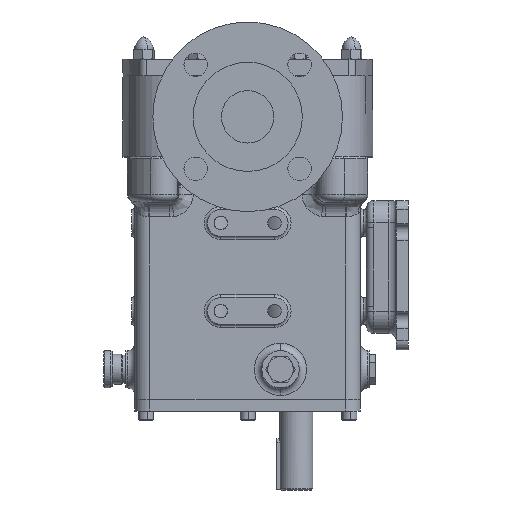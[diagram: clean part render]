
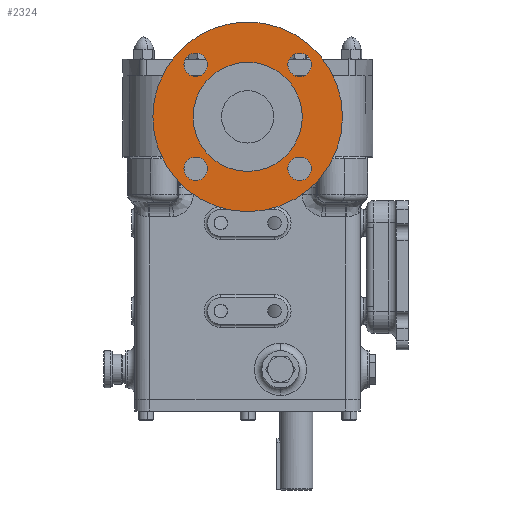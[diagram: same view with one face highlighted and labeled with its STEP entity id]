
A CAD part, left-side view. The second image highlights one B-rep face of the part: STEP entity #2324.
In plain terms, the highlighted face is planar.
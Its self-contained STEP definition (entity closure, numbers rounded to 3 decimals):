
#1 = ORIENTED_EDGE ( 'NONE', *, *, #16809, .T. ) ;
#312 = DIRECTION ( 'NONE',  ( 0., 0., -1. ) ) ;
#423 = AXIS2_PLACEMENT_3D ( 'NONE', #30537, #10837, #2336 ) ;
#514 = CARTESIAN_POINT ( 'NONE',  ( -1.5, 34.824, 34.755 ) ) ;
#722 = DIRECTION ( 'NONE',  ( 1., 0., 0. ) ) ;
#1019 = AXIS2_PLACEMENT_3D ( 'NONE', #26144, #18072, #7436 ) ;
#1331 = DIRECTION ( 'NONE',  ( 1., 0., 0. ) ) ;
#1906 = CARTESIAN_POINT ( 'NONE',  ( -1.5, 34.79, -26.89 ) ) ;
#1933 = VERTEX_POINT ( 'NONE', #16751 ) ;
#1955 = DIRECTION ( 'NONE',  ( 0., 0., -1. ) ) ;
#2059 = AXIS2_PLACEMENT_3D ( 'NONE', #36110, #30342, #7932 ) ;
#2324 = ADVANCED_FACE ( 'NONE', ( #30674, #26962, #39757, #11744, #39347, #23703 ), #24313, .T. ) ;
#2336 = DIRECTION ( 'NONE',  ( 0., 0., -1. ) ) ;
#2400 = VERTEX_POINT ( 'NONE', #21432 ) ;
#3257 = DIRECTION ( 'NONE',  ( 0., 0., -1. ) ) ;
#3378 = AXIS2_PLACEMENT_3D ( 'NONE', #24341, #27795, #37295 ) ;
#3630 = ORIENTED_EDGE ( 'NONE', *, *, #29169, .T. ) ;
#3810 = DIRECTION ( 'NONE',  ( 0., 0., -1. ) ) ;
#4531 = ORIENTED_EDGE ( 'NONE', *, *, #21854, .F. ) ;
#4692 = CARTESIAN_POINT ( 'NONE',  ( -1.5, -34.79, -26.89 ) ) ;
#5568 = CIRCLE ( 'NONE', #28532, 7.9 ) ;
#5958 = DIRECTION ( 'NONE',  ( 1., 0., 0. ) ) ;
#5963 = CIRCLE ( 'NONE', #7935, 7.9 ) ;
#6264 = CARTESIAN_POINT ( 'NONE',  ( -1.5, 0., -36.55 ) ) ;
#6497 = AXIS2_PLACEMENT_3D ( 'NONE', #12060, #25021, #9371 ) ;
#6835 = DIRECTION ( 'NONE',  ( 0., 0., -1. ) ) ;
#6975 = DIRECTION ( 'NONE',  ( 1., 0., 0. ) ) ;
#7032 = DIRECTION ( 'NONE',  ( 1., 0., 0. ) ) ;
#7083 = EDGE_CURVE ( 'NONE', #9511, #29508, #24888, .T. ) ;
#7269 = ORIENTED_EDGE ( 'NONE', *, *, #7083, .F. ) ;
#7436 = DIRECTION ( 'NONE',  ( 0., 0., -1. ) ) ;
#7932 = DIRECTION ( 'NONE',  ( 0., 0., -1. ) ) ;
#7935 = AXIS2_PLACEMENT_3D ( 'NONE', #22340, #20084, #3810 ) ;
#8058 = DIRECTION ( 'NONE',  ( 1., 0., 0. ) ) ;
#8962 = ORIENTED_EDGE ( 'NONE', *, *, #39391, .F. ) ;
#9371 = DIRECTION ( 'NONE',  ( 0., 0., -1. ) ) ;
#9511 = VERTEX_POINT ( 'NONE', #25273 ) ;
#9582 = EDGE_LOOP ( 'NONE', ( #4531, #32267 ) ) ;
#10786 = ORIENTED_EDGE ( 'NONE', *, *, #28751, .F. ) ;
#10837 = DIRECTION ( 'NONE',  ( 1., 0., 0. ) ) ;
#11147 = EDGE_CURVE ( 'NONE', #22098, #17444, #35797, .T. ) ;
#11744 = FACE_BOUND ( 'NONE', #12759, .T. ) ;
#11796 = CIRCLE ( 'NONE', #33475, 63.5 ) ;
#12060 = CARTESIAN_POINT ( 'NONE',  ( -1.5, -34.79, -34.79 ) ) ;
#12210 = EDGE_CURVE ( 'NONE', #35844, #1933, #24707, .T. ) ;
#12440 = VERTEX_POINT ( 'NONE', #29537 ) ;
#12759 = EDGE_LOOP ( 'NONE', ( #23768, #27322 ) ) ;
#12815 = ORIENTED_EDGE ( 'NONE', *, *, #29792, .F. ) ;
#13655 = CARTESIAN_POINT ( 'NONE',  ( -1.5, 34.824, 26.855 ) ) ;
#14215 = CIRCLE ( 'NONE', #15545, 7.9 ) ;
#14483 = VERTEX_POINT ( 'NONE', #30662 ) ;
#14919 = CIRCLE ( 'NONE', #423, 36.55 ) ;
#15545 = AXIS2_PLACEMENT_3D ( 'NONE', #30845, #5958, #3257 ) ;
#15815 = DIRECTION ( 'NONE',  ( 0., 0., -1. ) ) ;
#16612 = VERTEX_POINT ( 'NONE', #23335 ) ;
#16751 = CARTESIAN_POINT ( 'NONE',  ( -1.5, -34.79, 42.69 ) ) ;
#16809 = EDGE_CURVE ( 'NONE', #2400, #12440, #11796, .T. ) ;
#17375 = AXIS2_PLACEMENT_3D ( 'NONE', #32407, #1331, #39025 ) ;
#17444 = VERTEX_POINT ( 'NONE', #13655 ) ;
#18072 = DIRECTION ( 'NONE',  ( 1., 0., 0. ) ) ;
#20084 = DIRECTION ( 'NONE',  ( 1., 0., 0. ) ) ;
#20623 = DIRECTION ( 'NONE',  ( 0., 0., -1. ) ) ;
#21095 = EDGE_LOOP ( 'NONE', ( #7269, #8962 ) ) ;
#21432 = CARTESIAN_POINT ( 'NONE',  ( -1.5, 0., 63.5 ) ) ;
#21854 = EDGE_CURVE ( 'NONE', #40070, #16612, #40196, .T. ) ;
#21970 = EDGE_LOOP ( 'NONE', ( #12815, #10786 ) ) ;
#22098 = VERTEX_POINT ( 'NONE', #23934 ) ;
#22340 = CARTESIAN_POINT ( 'NONE',  ( -1.5, 34.824, 34.755 ) ) ;
#22598 = CARTESIAN_POINT ( 'NONE',  ( -1.5, -34.79, 26.89 ) ) ;
#23207 = ORIENTED_EDGE ( 'NONE', *, *, #35246, .F. ) ;
#23335 = CARTESIAN_POINT ( 'NONE',  ( -1.5, 0., 36.55 ) ) ;
#23703 = FACE_BOUND ( 'NONE', #9582, .T. ) ;
#23768 = ORIENTED_EDGE ( 'NONE', *, *, #12210, .F. ) ;
#23934 = CARTESIAN_POINT ( 'NONE',  ( -1.5, 34.824, 42.655 ) ) ;
#24062 = VERTEX_POINT ( 'NONE', #1906 ) ;
#24313 = PLANE ( 'NONE',  #32255 ) ;
#24341 = CARTESIAN_POINT ( 'NONE',  ( -1.5, -34.79, 34.79 ) ) ;
#24707 = CIRCLE ( 'NONE', #1019, 7.9 ) ;
#24888 = CIRCLE ( 'NONE', #6497, 7.9 ) ;
#25021 = DIRECTION ( 'NONE',  ( 1., 0., 0. ) ) ;
#25066 = CIRCLE ( 'NONE', #3378, 7.9 ) ;
#25273 = CARTESIAN_POINT ( 'NONE',  ( -1.5, -34.79, -42.69 ) ) ;
#25686 = CARTESIAN_POINT ( 'NONE',  ( -1.5, 34.79, -34.79 ) ) ;
#26144 = CARTESIAN_POINT ( 'NONE',  ( -1.5, -34.79, 34.79 ) ) ;
#26722 = EDGE_CURVE ( 'NONE', #1933, #35844, #25066, .T. ) ;
#26962 = FACE_BOUND ( 'NONE', #21970, .T. ) ;
#27322 = ORIENTED_EDGE ( 'NONE', *, *, #26722, .F. ) ;
#27659 = DIRECTION ( 'NONE',  ( 1., 0., 0. ) ) ;
#27795 = DIRECTION ( 'NONE',  ( 1., 0., 0. ) ) ;
#27829 = CIRCLE ( 'NONE', #35723, 7.9 ) ;
#28505 = CIRCLE ( 'NONE', #17375, 63.5 ) ;
#28532 = AXIS2_PLACEMENT_3D ( 'NONE', #40061, #27659, #1955 ) ;
#28751 = EDGE_CURVE ( 'NONE', #24062, #14483, #27829, .T. ) ;
#29086 = EDGE_LOOP ( 'NONE', ( #23207, #40455 ) ) ;
#29169 = EDGE_CURVE ( 'NONE', #12440, #2400, #28505, .T. ) ;
#29508 = VERTEX_POINT ( 'NONE', #4692 ) ;
#29537 = CARTESIAN_POINT ( 'NONE',  ( -1.5, 0., -63.5 ) ) ;
#29792 = EDGE_CURVE ( 'NONE', #14483, #24062, #5568, .T. ) ;
#29862 = AXIS2_PLACEMENT_3D ( 'NONE', #514, #722, #312 ) ;
#30342 = DIRECTION ( 'NONE',  ( 1., 0., 0. ) ) ;
#30537 = CARTESIAN_POINT ( 'NONE',  ( -1.5, 0., 0. ) ) ;
#30662 = CARTESIAN_POINT ( 'NONE',  ( -1.5, 34.79, -42.69 ) ) ;
#30674 = FACE_BOUND ( 'NONE', #29086, .T. ) ;
#30845 = CARTESIAN_POINT ( 'NONE',  ( -1.5, -34.79, -34.79 ) ) ;
#32128 = EDGE_CURVE ( 'NONE', #16612, #40070, #14919, .T. ) ;
#32255 = AXIS2_PLACEMENT_3D ( 'NONE', #33142, #8058, #20623 ) ;
#32267 = ORIENTED_EDGE ( 'NONE', *, *, #32128, .F. ) ;
#32407 = CARTESIAN_POINT ( 'NONE',  ( -1.5, 0., 0. ) ) ;
#33142 = CARTESIAN_POINT ( 'NONE',  ( -1.5, 36.55, 0. ) ) ;
#33475 = AXIS2_PLACEMENT_3D ( 'NONE', #38512, #7032, #6835 ) ;
#35081 = EDGE_LOOP ( 'NONE', ( #3630, #1 ) ) ;
#35246 = EDGE_CURVE ( 'NONE', #17444, #22098, #5963, .T. ) ;
#35723 = AXIS2_PLACEMENT_3D ( 'NONE', #25686, #6975, #15815 ) ;
#35797 = CIRCLE ( 'NONE', #29862, 7.9 ) ;
#35844 = VERTEX_POINT ( 'NONE', #22598 ) ;
#36110 = CARTESIAN_POINT ( 'NONE',  ( -1.5, 0., 0. ) ) ;
#37295 = DIRECTION ( 'NONE',  ( 0., 0., -1. ) ) ;
#38512 = CARTESIAN_POINT ( 'NONE',  ( -1.5, 0., 0. ) ) ;
#39025 = DIRECTION ( 'NONE',  ( 0., 0., -1. ) ) ;
#39347 = FACE_OUTER_BOUND ( 'NONE', #35081, .T. ) ;
#39391 = EDGE_CURVE ( 'NONE', #29508, #9511, #14215, .T. ) ;
#39757 = FACE_BOUND ( 'NONE', #21095, .T. ) ;
#40061 = CARTESIAN_POINT ( 'NONE',  ( -1.5, 34.79, -34.79 ) ) ;
#40070 = VERTEX_POINT ( 'NONE', #6264 ) ;
#40196 = CIRCLE ( 'NONE', #2059, 36.55 ) ;
#40455 = ORIENTED_EDGE ( 'NONE', *, *, #11147, .F. ) ;
